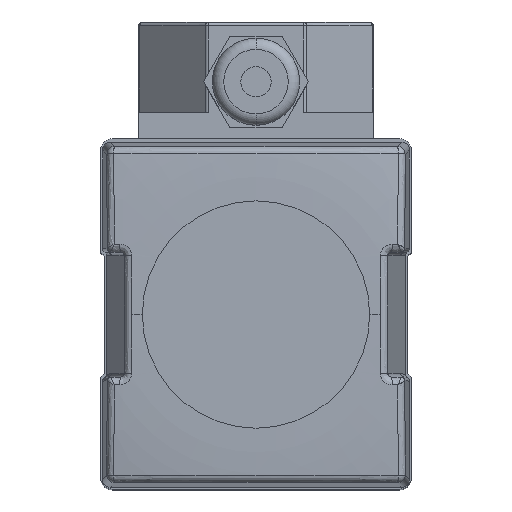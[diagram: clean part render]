
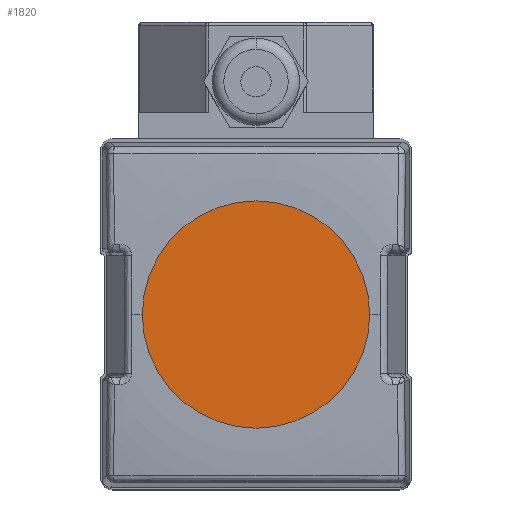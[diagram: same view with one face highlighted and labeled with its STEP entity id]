
A CAD part, top view. The second image highlights one B-rep face of the part: STEP entity #1820.
In plain terms, the highlighted planar face has unit normal (0, 0, 1).
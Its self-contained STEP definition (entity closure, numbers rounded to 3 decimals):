
#1188 = CIRCLE ( 'NONE', #8848, 30. ) ;
#1820 = ADVANCED_FACE ( 'NONE', ( #14545 ), #7948, .F. ) ;
#2380 = CARTESIAN_POINT ( 'NONE',  ( 0., 0., 36.5 ) ) ;
#2949 = DIRECTION ( 'NONE',  ( -1., 0., 0. ) ) ;
#3077 = VERTEX_POINT ( 'NONE', #8681 ) ;
#3641 = DIRECTION ( 'NONE',  ( -1., 0., 0. ) ) ;
#4235 = DIRECTION ( 'NONE',  ( 0., 0., -1. ) ) ;
#4362 = VERTEX_POINT ( 'NONE', #14991 ) ;
#5024 = EDGE_CURVE ( 'NONE', #3077, #4362, #1188, .T. ) ;
#5609 = ORIENTED_EDGE ( 'NONE', *, *, #8660, .F. ) ;
#6471 = AXIS2_PLACEMENT_3D ( 'NONE', #9218, #10487, #2949 ) ;
#6969 = AXIS2_PLACEMENT_3D ( 'NONE', #11810, #4235, #13055 ) ;
#7076 = EDGE_LOOP ( 'NONE', ( #5609, #15202 ) ) ;
#7948 = PLANE ( 'NONE',  #6471 ) ;
#7971 = CIRCLE ( 'NONE', #6969, 30. ) ;
#8660 = EDGE_CURVE ( 'NONE', #4362, #3077, #7971, .T. ) ;
#8681 = CARTESIAN_POINT ( 'NONE',  ( 30., 0., 36.5 ) ) ;
#8848 = AXIS2_PLACEMENT_3D ( 'NONE', #2380, #11213, #3641 ) ;
#9218 = CARTESIAN_POINT ( 'NONE',  ( 0., 0., 36.5 ) ) ;
#10487 = DIRECTION ( 'NONE',  ( 0., 0., -1. ) ) ;
#11213 = DIRECTION ( 'NONE',  ( 0., 0., -1. ) ) ;
#11810 = CARTESIAN_POINT ( 'NONE',  ( 0., 0., 36.5 ) ) ;
#13055 = DIRECTION ( 'NONE',  ( -1., 0., 0. ) ) ;
#14545 = FACE_OUTER_BOUND ( 'NONE', #7076, .T. ) ;
#14991 = CARTESIAN_POINT ( 'NONE',  ( -30., 0., 36.5 ) ) ;
#15202 = ORIENTED_EDGE ( 'NONE', *, *, #5024, .F. ) ;
